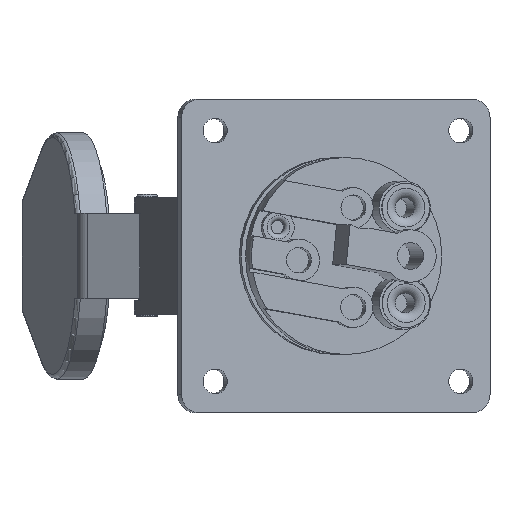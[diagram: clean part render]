
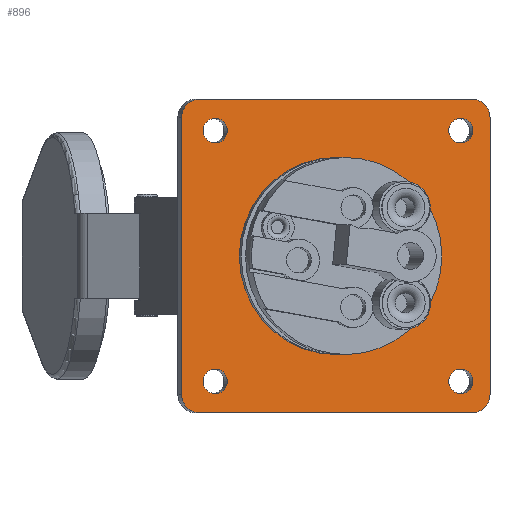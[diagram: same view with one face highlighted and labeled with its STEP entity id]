
A CAD part, left-side view. The second image highlights one B-rep face of the part: STEP entity #896.
In plain terms, the highlighted planar face has unit normal (-0.979, -0.202, 0).
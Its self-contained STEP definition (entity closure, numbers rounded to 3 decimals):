
#150=LINE('',#4711,#312);
#154=LINE('',#4723,#316);
#160=LINE('',#4739,#322);
#162=LINE('',#4747,#324);
#312=VECTOR('',#3810,1.);
#316=VECTOR('',#3822,1.);
#322=VECTOR('',#3836,1.);
#324=VECTOR('',#3846,1.);
#896=ADVANCED_FACE('',(#1183,#1184,#1185,#1186,#1187),#1043,.T.);
#1043=PLANE('',#3230);
#1183=FACE_BOUND('',#1419,.T.);
#1184=FACE_BOUND('',#1420,.T.);
#1185=FACE_BOUND('',#1421,.T.);
#1186=FACE_BOUND('',#1422,.T.);
#1187=FACE_BOUND('',#1423,.T.);
#1419=EDGE_LOOP('',(#1926));
#1420=EDGE_LOOP('',(#1927));
#1421=EDGE_LOOP('',(#1928));
#1422=EDGE_LOOP('',(#1929));
#1423=EDGE_LOOP('',(#1930,#1931,#1932,#1933,#1934,#1935,#1936,#1937));
#1926=ORIENTED_EDGE('',*,*,#2710,.F.);
#1927=ORIENTED_EDGE('',*,*,#2711,.F.);
#1928=ORIENTED_EDGE('',*,*,#2709,.F.);
#1929=ORIENTED_EDGE('',*,*,#2708,.F.);
#1930=ORIENTED_EDGE('',*,*,#2696,.T.);
#1931=ORIENTED_EDGE('',*,*,#2697,.T.);
#1932=ORIENTED_EDGE('',*,*,#2700,.T.);
#1933=ORIENTED_EDGE('',*,*,#2678,.T.);
#1934=ORIENTED_EDGE('',*,*,#2682,.T.);
#1935=ORIENTED_EDGE('',*,*,#2685,.T.);
#1936=ORIENTED_EDGE('',*,*,#2688,.T.);
#1937=ORIENTED_EDGE('',*,*,#2691,.T.);
#2373=VERTEX_POINT('',#4703);
#2374=VERTEX_POINT('',#4704);
#2377=VERTEX_POINT('',#4712);
#2379=VERTEX_POINT('',#4718);
#2381=VERTEX_POINT('',#4724);
#2383=VERTEX_POINT('',#4730);
#2386=VERTEX_POINT('',#4738);
#2387=VERTEX_POINT('',#4742);
#2395=VERTEX_POINT('',#4766);
#2396=VERTEX_POINT('',#4769);
#2397=VERTEX_POINT('',#4772);
#2398=VERTEX_POINT('',#4774);
#2678=EDGE_CURVE('',#2373,#2374,#2940,.T.);
#2682=EDGE_CURVE('',#2374,#2377,#150,.T.);
#2685=EDGE_CURVE('',#2377,#2379,#2942,.T.);
#2688=EDGE_CURVE('',#2379,#2381,#154,.T.);
#2691=EDGE_CURVE('',#2381,#2383,#2944,.T.);
#2696=EDGE_CURVE('',#2383,#2386,#160,.T.);
#2697=EDGE_CURVE('',#2386,#2387,#2946,.T.);
#2700=EDGE_CURVE('',#2387,#2373,#162,.T.);
#2708=EDGE_CURVE('',#2395,#2395,#2954,.T.);
#2709=EDGE_CURVE('',#2396,#2396,#2955,.T.);
#2710=EDGE_CURVE('',#2397,#2397,#2956,.T.);
#2711=EDGE_CURVE('',#2398,#2398,#2957,.T.);
#2940=CIRCLE('',#3199,4.);
#2942=CIRCLE('',#3203,4.);
#2944=CIRCLE('',#3207,4.);
#2946=CIRCLE('',#3211,4.);
#2954=CIRCLE('',#3224,2.75);
#2955=CIRCLE('',#3226,2.75);
#2956=CIRCLE('',#3228,2.75);
#2957=CIRCLE('',#3229,2.75);
#3199=AXIS2_PLACEMENT_3D('',#4702,#3802,#3803);
#3203=AXIS2_PLACEMENT_3D('',#4717,#3815,#3816);
#3207=AXIS2_PLACEMENT_3D('',#4729,#3827,#3828);
#3211=AXIS2_PLACEMENT_3D('',#4741,#3839,#3840);
#3224=AXIS2_PLACEMENT_3D('',#4765,#3868,#3869);
#3226=AXIS2_PLACEMENT_3D('',#4768,#3872,#3873);
#3228=AXIS2_PLACEMENT_3D('',#4771,#3876,#3877);
#3229=AXIS2_PLACEMENT_3D('',#4773,#3878,#3879);
#3230=AXIS2_PLACEMENT_3D('',#4775,#3880,#3881);
#3802=DIRECTION('',(-0.979,-0.202,0.));
#3803=DIRECTION('',(0.202,-0.979,0.));
#3810=DIRECTION('',(-0.202,0.979,0.));
#3815=DIRECTION('',(-0.979,-0.202,0.));
#3816=DIRECTION('',(0.202,-0.979,0.));
#3822=DIRECTION('',(0.,0.,-1.));
#3827=DIRECTION('',(-0.979,-0.202,0.));
#3828=DIRECTION('',(0.202,-0.979,0.));
#3836=DIRECTION('',(0.202,-0.979,0.));
#3839=DIRECTION('',(-0.979,-0.202,0.));
#3840=DIRECTION('',(0.202,-0.979,0.));
#3846=DIRECTION('',(0.,0.,1.));
#3868=DIRECTION('',(-0.979,-0.202,0.));
#3869=DIRECTION('',(0.202,-0.979,0.));
#3872=DIRECTION('',(-0.979,-0.202,0.));
#3873=DIRECTION('',(0.202,-0.979,0.));
#3876=DIRECTION('',(-0.979,-0.202,0.));
#3877=DIRECTION('',(0.202,-0.979,0.));
#3878=DIRECTION('',(-0.979,-0.202,0.));
#3879=DIRECTION('',(0.202,-0.979,0.));
#3880=DIRECTION('',(-0.979,-0.202,0.));
#3881=DIRECTION('',(-0.202,0.979,0.));
#4702=CARTESIAN_POINT('',(84.216,9.606,-4.7));
#4703=CARTESIAN_POINT('',(85.025,5.689,-4.7));
#4704=CARTESIAN_POINT('',(84.216,9.606,-0.7));
#4711=CARTESIAN_POINT('',(85.025,5.689,-0.7));
#4712=CARTESIAN_POINT('',(71.612,70.618,-0.7));
#4717=CARTESIAN_POINT('',(71.612,70.618,-4.7));
#4718=CARTESIAN_POINT('',(70.803,74.535,-4.7));
#4723=CARTESIAN_POINT('',(70.803,74.535,-0.7));
#4724=CARTESIAN_POINT('',(70.803,74.535,-66.7));
#4729=CARTESIAN_POINT('',(71.612,70.618,-66.7));
#4730=CARTESIAN_POINT('',(71.612,70.618,-70.7));
#4738=CARTESIAN_POINT('',(84.216,9.606,-70.7));
#4739=CARTESIAN_POINT('',(70.803,74.535,-70.7));
#4741=CARTESIAN_POINT('',(84.216,9.606,-66.7));
#4742=CARTESIAN_POINT('',(85.025,5.689,-66.7));
#4747=CARTESIAN_POINT('',(85.025,5.689,-70.7));
#4765=CARTESIAN_POINT('',(83.681,12.196,-7.7));
#4766=CARTESIAN_POINT('',(84.237,9.503,-7.7));
#4768=CARTESIAN_POINT('',(83.681,12.196,-63.7));
#4769=CARTESIAN_POINT('',(84.237,9.503,-63.7));
#4771=CARTESIAN_POINT('',(72.351,67.038,-63.7));
#4772=CARTESIAN_POINT('',(71.795,69.731,-63.7));
#4773=CARTESIAN_POINT('',(72.351,67.038,-7.7));
#4774=CARTESIAN_POINT('',(71.795,69.731,-7.7));
#4775=CARTESIAN_POINT('',(85.025,5.689,298.281));
